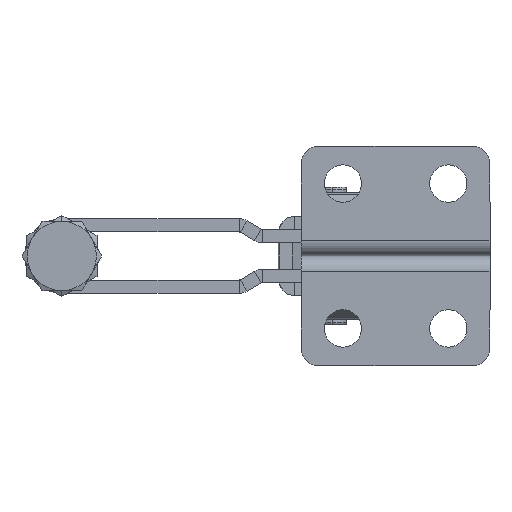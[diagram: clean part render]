
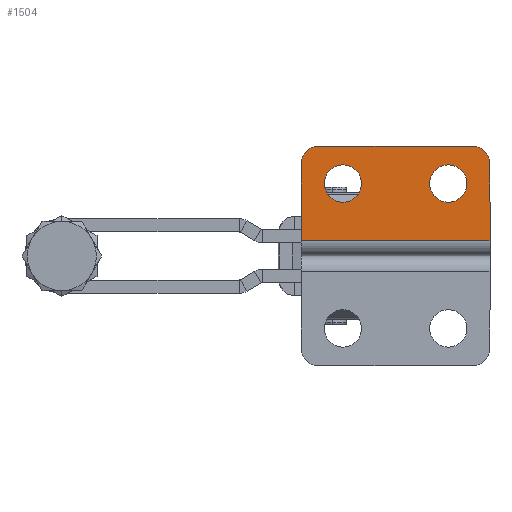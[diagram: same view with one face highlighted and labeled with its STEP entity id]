
A CAD part, front view. The second image highlights one B-rep face of the part: STEP entity #1504.
In plain terms, the highlighted planar face has unit normal (0, -1, 0).
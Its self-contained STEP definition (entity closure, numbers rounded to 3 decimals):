
#723 = DIRECTION ( 'NONE',  ( -1., 0., 0. ) ) ;
#727 = CARTESIAN_POINT ( 'NONE',  ( 4., -3., 3.5 ) ) ;
#733 = CARTESIAN_POINT ( 'NONE',  ( 43., -3., 21. ) ) ;
#734 = DIRECTION ( 'NONE',  ( 0., 0., 1. ) ) ;
#735 = CARTESIAN_POINT ( 'NONE',  ( 33.5, -3., 16.5 ) ) ;
#736 = DIRECTION ( 'NONE',  ( 0., -1., 0. ) ) ;
#737 = DIRECTION ( 'NONE',  ( 0., 0., -1. ) ) ;
#738 = DIRECTION ( 'NONE',  ( -1., 0., 0. ) ) ;
#739 = CARTESIAN_POINT ( 'NONE',  ( 9.5, -3., 16.5 ) ) ;
#740 = DIRECTION ( 'NONE',  ( 0., -1., 0. ) ) ;
#741 = DIRECTION ( 'NONE',  ( 0., 0., -1. ) ) ;
#742 = CARTESIAN_POINT ( 'NONE',  ( 4., -3., 25. ) ) ;
#743 = CARTESIAN_POINT ( 'NONE',  ( 0., -3., 3. ) ) ;
#744 = DIRECTION ( 'NONE',  ( 0., 0., -1. ) ) ;
#745 = CARTESIAN_POINT ( 'NONE',  ( 39., -3., 21. ) ) ;
#746 = DIRECTION ( 'NONE',  ( 0., -1., 0. ) ) ;
#747 = DIRECTION ( 'NONE',  ( 0., 0., 1. ) ) ;
#748 = CARTESIAN_POINT ( 'NONE',  ( 4., -3., 21. ) ) ;
#749 = DIRECTION ( 'NONE',  ( 0., -1., 0. ) ) ;
#750 = DIRECTION ( 'NONE',  ( 0., 0., 1. ) ) ;
#1002 = EDGE_CURVE ( 'NONE', #4633, #4505, #6452, .T. ) ;
#1504 = ADVANCED_FACE ( 'NONE', ( #8810, #8816, #8812 ), #10603, .F. ) ;
#4362 = VERTEX_POINT ( 'NONE', #22558 ) ;
#4364 = VERTEX_POINT ( 'NONE', #22560 ) ;
#4367 = VERTEX_POINT ( 'NONE', #22563 ) ;
#4368 = VERTEX_POINT ( 'NONE', #22564 ) ;
#4371 = VERTEX_POINT ( 'NONE', #22567 ) ;
#4404 = VERTEX_POINT ( 'NONE', #22600 ) ;
#4505 = VERTEX_POINT ( 'NONE', #22705 ) ;
#4594 = VERTEX_POINT ( 'NONE', #22858 ) ;
#4633 = VERTEX_POINT ( 'NONE', #22919 ) ;
#4700 = VERTEX_POINT ( 'NONE', #23029 ) ;
#6168 = EDGE_LOOP ( 'NONE', ( #15375, #15374 ) ) ;
#6171 = EDGE_LOOP ( 'NONE', ( #15371, #15370, #15369, #15368, #15367, #15366 ) ) ;
#6172 = EDGE_LOOP ( 'NONE', ( #15373, #15372 ) ) ;
#6452 = CIRCLE ( 'NONE', #14816, 4.25 ) ;
#8810 = FACE_BOUND ( 'NONE', #6168, .T. ) ;
#8812 = FACE_OUTER_BOUND ( 'NONE', #6171, .T. ) ;
#8816 = FACE_BOUND ( 'NONE', #6172, .T. ) ;
#9204 = CIRCLE ( 'NONE', #19682, 4.25 ) ;
#10600 = DIRECTION ( 'NONE',  ( 0., 1., 0. ) ) ;
#10602 = CARTESIAN_POINT ( 'NONE',  ( 4., -3., 21. ) ) ;
#10603 = PLANE ( 'NONE',  #19466 ) ;
#10605 = DIRECTION ( 'NONE',  ( 0., 0., 1. ) ) ;
#12015 = EDGE_CURVE ( 'NONE', #4594, #4700, #9204, .T. ) ;
#12822 = CARTESIAN_POINT ( 'NONE',  ( 9.5, -3., 16.5 ) ) ;
#12823 = DIRECTION ( 'NONE',  ( 0., -1., 0. ) ) ;
#12824 = DIRECTION ( 'NONE',  ( 0., 0., -1. ) ) ;
#13352 = EDGE_CURVE ( 'NONE', #4368, #4364, #25404, .T. ) ;
#13354 = EDGE_CURVE ( 'NONE', #4505, #4633, #25407, .T. ) ;
#13355 = EDGE_CURVE ( 'NONE', #4700, #4594, #25409, .T. ) ;
#13356 = EDGE_CURVE ( 'NONE', #4368, #4371, #25410, .T. ) ;
#13357 = EDGE_CURVE ( 'NONE', #4371, #4404, #25405, .T. ) ;
#13358 = EDGE_CURVE ( 'NONE', #4404, #4367, #25413, .T. ) ;
#13359 = EDGE_CURVE ( 'NONE', #4367, #4362, #25414, .T. ) ;
#13360 = EDGE_CURVE ( 'NONE', #4362, #4364, #25416, .T. ) ;
#14816 = AXIS2_PLACEMENT_3D ( 'NONE', #24476, #24477, #24478 ) ;
#15366 = ORIENTED_EDGE ( 'NONE', *, *, #13360, .T. ) ;
#15367 = ORIENTED_EDGE ( 'NONE', *, *, #13359, .T. ) ;
#15368 = ORIENTED_EDGE ( 'NONE', *, *, #13358, .T. ) ;
#15369 = ORIENTED_EDGE ( 'NONE', *, *, #13357, .T. ) ;
#15370 = ORIENTED_EDGE ( 'NONE', *, *, #13356, .T. ) ;
#15371 = ORIENTED_EDGE ( 'NONE', *, *, #13352, .F. ) ;
#15372 = ORIENTED_EDGE ( 'NONE', *, *, #13355, .F. ) ;
#15373 = ORIENTED_EDGE ( 'NONE', *, *, #12015, .F. ) ;
#15374 = ORIENTED_EDGE ( 'NONE', *, *, #13354, .F. ) ;
#15375 = ORIENTED_EDGE ( 'NONE', *, *, #1002, .F. ) ;
#19466 = AXIS2_PLACEMENT_3D ( 'NONE', #10602, #10600, #10605 ) ;
#19682 = AXIS2_PLACEMENT_3D ( 'NONE', #12822, #12823, #12824 ) ;
#19772 = AXIS2_PLACEMENT_3D ( 'NONE', #735, #736, #737 ) ;
#19773 = AXIS2_PLACEMENT_3D ( 'NONE', #739, #740, #741 ) ;
#19774 = AXIS2_PLACEMENT_3D ( 'NONE', #745, #746, #747 ) ;
#19775 = AXIS2_PLACEMENT_3D ( 'NONE', #748, #749, #750 ) ;
#22558 = CARTESIAN_POINT ( 'NONE',  ( 0., -3., 21. ) ) ;
#22560 = CARTESIAN_POINT ( 'NONE',  ( 0., -3., 3.5 ) ) ;
#22563 = CARTESIAN_POINT ( 'NONE',  ( 4., -3., 25. ) ) ;
#22564 = CARTESIAN_POINT ( 'NONE',  ( 43., -3., 3.5 ) ) ;
#22567 = CARTESIAN_POINT ( 'NONE',  ( 43., -3., 21. ) ) ;
#22600 = CARTESIAN_POINT ( 'NONE',  ( 39., -3., 25. ) ) ;
#22705 = CARTESIAN_POINT ( 'NONE',  ( 33.5, -3., 12.25 ) ) ;
#22858 = CARTESIAN_POINT ( 'NONE',  ( 9.5, -3., 20.75 ) ) ;
#22919 = CARTESIAN_POINT ( 'NONE',  ( 33.5, -3., 20.75 ) ) ;
#23029 = CARTESIAN_POINT ( 'NONE',  ( 9.5, -3., 12.25 ) ) ;
#24476 = CARTESIAN_POINT ( 'NONE',  ( 33.5, -3., 16.5 ) ) ;
#24477 = DIRECTION ( 'NONE',  ( 0., -1., 0. ) ) ;
#24478 = DIRECTION ( 'NONE',  ( 0., 0., -1. ) ) ;
#25404 = LINE ( 'NONE', #727, #25406 ) ;
#25405 = CIRCLE ( 'NONE', #19774, 4. ) ;
#25406 = VECTOR ( 'NONE', #723, 1000. ) ;
#25407 = CIRCLE ( 'NONE', #19772, 4.25 ) ;
#25409 = CIRCLE ( 'NONE', #19773, 4.25 ) ;
#25410 = LINE ( 'NONE', #733, #25412 ) ;
#25412 = VECTOR ( 'NONE', #734, 1000. ) ;
#25413 = LINE ( 'NONE', #742, #25415 ) ;
#25414 = CIRCLE ( 'NONE', #19775, 4. ) ;
#25415 = VECTOR ( 'NONE', #738, 1000. ) ;
#25416 = LINE ( 'NONE', #743, #25418 ) ;
#25418 = VECTOR ( 'NONE', #744, 1000. ) ;
